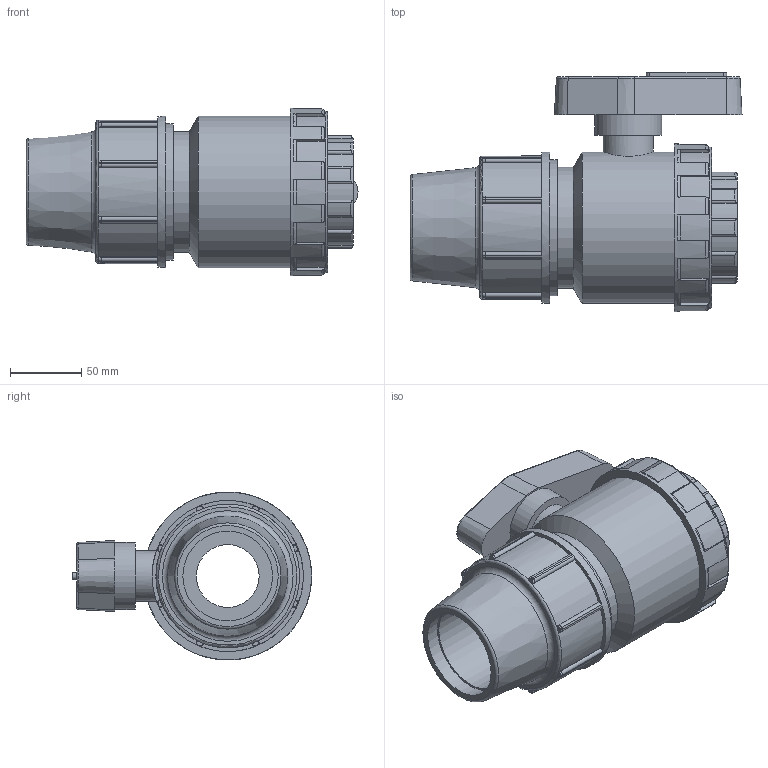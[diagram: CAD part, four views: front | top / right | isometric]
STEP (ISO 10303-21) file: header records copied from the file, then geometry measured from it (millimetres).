
FILE_DESCRIPTION(/* description */ ('PLASSON ONE NUT VALVE F.THR COMP 2'''' x 63'),/* implementation_level */ '2;1');
FILE_NAME(/* name */ '113790063.ipt.stp',/* time_stamp */ '2017-12-07T16:13:12+02:00',/* author */ ('KIM'),/* organization */ (''),/* preprocessor_version */ 'ST-DEVELOPER v15.6',/* originating_system */ 'Autodesk Inventor 2015',/* authorisation */ '');
FILE_SCHEMA (('AUTOMOTIVE_DESIGN { 1 0 10303 214 3 1 1 }'));
Length unit declared in the file: millimetre
Products named in the file (1): 113790063
Bounding box: 233.22 x 168.18 x 118 mm (x, y, z)
Volume: 1330912 mm3; surface area: 152385.4 mm2
Topology: 1 solids, 1 shells, 248 faces, 657 edges, 421 vertices
Faces by surface type: plane 99, cylinder 74, torus 40, cone 19, bspline 16
Full cylindrical faces by diameter (mm): 35.4 x1, 44.1 x1, 47.2 x1, 56.656 x1, 63 x1, 84.96 x1, 95.58 x1, 100.89 x1, 106.2 x2, 113.28 x1, 118 x1
Entity records: 8708 total; most frequent: CARTESIAN_POINT 2746, ORIENTED_EDGE 1254, DIRECTION 1226, EDGE_CURVE 627, AXIS2_PLACEMENT_3D 499, VERTEX_POINT 413, EDGE_LOOP 282, CIRCLE 266
